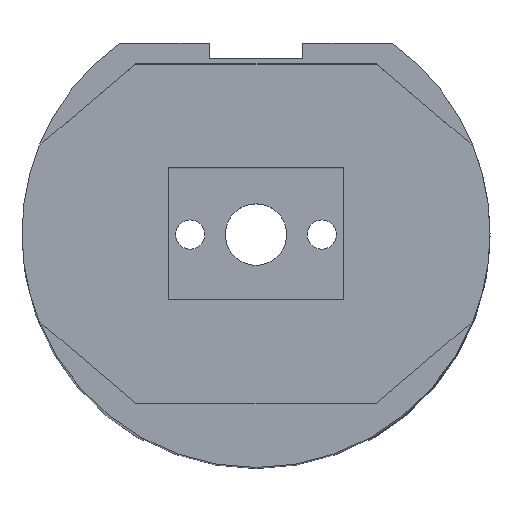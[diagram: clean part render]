
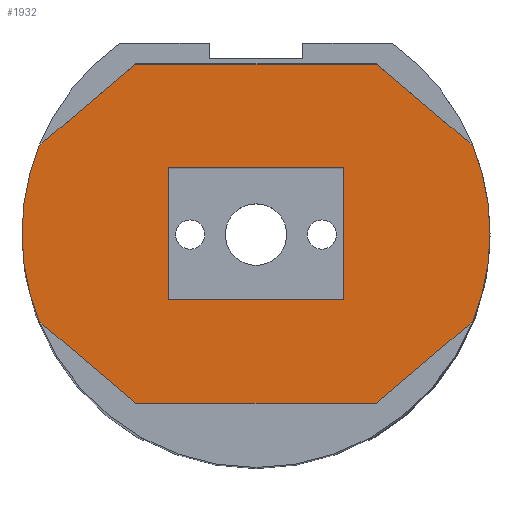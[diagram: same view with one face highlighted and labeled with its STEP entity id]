
A CAD part, top view. The second image highlights one B-rep face of the part: STEP entity #1932.
In plain terms, the highlighted planar face has unit normal (0, 0, 1).
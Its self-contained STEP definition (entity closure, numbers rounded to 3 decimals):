
#34 = AXIS2_PLACEMENT_3D ( 'NONE', #1125, #2133, #3160 ) ;
#41 = LINE ( 'NONE', #1972, #3046 ) ;
#52 = CARTESIAN_POINT ( 'NONE',  ( 9.131, -10.821, 97. ) ) ;
#53 = ORIENTED_EDGE ( 'NONE', *, *, #709, .T. ) ;
#61 = VERTEX_POINT ( 'NONE', #611 ) ;
#116 = EDGE_CURVE ( 'NONE', #849, #1836, #495, .T. ) ;
#127 = VERTEX_POINT ( 'NONE', #1250 ) ;
#143 = DIRECTION ( 'NONE',  ( 1., 0., 0. ) ) ;
#172 = EDGE_CURVE ( 'NONE', #2064, #1778, #3214, .T. ) ;
#184 = CIRCLE ( 'NONE', #1807, 16. ) ;
#229 = CARTESIAN_POINT ( 'NONE',  ( -9.131, 10.821, 97. ) ) ;
#238 = CARTESIAN_POINT ( 'NONE',  ( -16., 0., 97. ) ) ;
#254 = DIRECTION ( 'NONE',  ( 0., 0., 1. ) ) ;
#291 = LINE ( 'NONE', #3120, #2615 ) ;
#297 = PLANE ( 'NONE',  #2995 ) ;
#346 = EDGE_LOOP ( 'NONE', ( #1174, #615, #2606, #1308 ) ) ;
#416 = EDGE_CURVE ( 'NONE', #2523, #915, #1030, .T. ) ;
#426 = CARTESIAN_POINT ( 'NONE',  ( -6., -4.5, 97. ) ) ;
#451 = CARTESIAN_POINT ( 'NONE',  ( -9.085, 0., 97. ) ) ;
#456 = LINE ( 'NONE', #1485, #1261 ) ;
#481 = LINE ( 'NONE', #229, #2812 ) ;
#495 = CIRCLE ( 'NONE', #34, 16. ) ;
#532 = CARTESIAN_POINT ( 'NONE',  ( 14.438, 6.344, 97. ) ) ;
#555 = CARTESIAN_POINT ( 'NONE',  ( 9.085, 0., 97. ) ) ;
#560 = CARTESIAN_POINT ( 'NONE',  ( 6., -4.5, 97. ) ) ;
#611 = CARTESIAN_POINT ( 'NONE',  ( 6., 4.5, 97. ) ) ;
#615 = ORIENTED_EDGE ( 'NONE', *, *, #2357, .F. ) ;
#659 = DIRECTION ( 'NONE',  ( 1., 0., 0. ) ) ;
#665 = EDGE_CURVE ( 'NONE', #2883, #2360, #481, .T. ) ;
#709 = EDGE_CURVE ( 'NONE', #127, #1410, #891, .T. ) ;
#731 = CARTESIAN_POINT ( 'NONE',  ( -9.085, 0., 97. ) ) ;
#797 = DIRECTION ( 'NONE',  ( 1., 0., 0. ) ) ;
#808 = CARTESIAN_POINT ( 'NONE',  ( -9.131, -10.821, 97. ) ) ;
#809 = VERTEX_POINT ( 'NONE', #532 ) ;
#811 = VERTEX_POINT ( 'NONE', #2319 ) ;
#819 = DIRECTION ( 'NONE',  ( 0., 1., 0. ) ) ;
#838 = CARTESIAN_POINT ( 'NONE',  ( 0., 11.59, 97. ) ) ;
#849 = VERTEX_POINT ( 'NONE', #2609 ) ;
#874 = CARTESIAN_POINT ( 'NONE',  ( 9.085, 0., 97. ) ) ;
#891 = CIRCLE ( 'NONE', #1006, 8.3 ) ;
#915 = VERTEX_POINT ( 'NONE', #1615 ) ;
#921 = AXIS2_PLACEMENT_3D ( 'NONE', #2756, #2988, #1218 ) ;
#937 = VECTOR ( 'NONE', #2050, 1000. ) ;
#943 = ORIENTED_EDGE ( 'NONE', *, *, #2428, .T. ) ;
#946 = DIRECTION ( 'NONE',  ( 1., 0., 0. ) ) ;
#1006 = AXIS2_PLACEMENT_3D ( 'NONE', #555, #1773, #797 ) ;
#1029 = CARTESIAN_POINT ( 'NONE',  ( 14.84, 5.981, 97. ) ) ;
#1030 = CIRCLE ( 'NONE', #1556, 8.3 ) ;
#1036 = ORIENTED_EDGE ( 'NONE', *, *, #3228, .T. ) ;
#1101 = AXIS2_PLACEMENT_3D ( 'NONE', #874, #2400, #143 ) ;
#1125 = CARTESIAN_POINT ( 'NONE',  ( 0., 0., 97. ) ) ;
#1145 = CIRCLE ( 'NONE', #1357, 8.3 ) ;
#1151 = CARTESIAN_POINT ( 'NONE',  ( -8.22, 11.59, 97. ) ) ;
#1158 = ORIENTED_EDGE ( 'NONE', *, *, #1755, .T. ) ;
#1174 = ORIENTED_EDGE ( 'NONE', *, *, #3119, .F. ) ;
#1196 = LINE ( 'NONE', #1694, #2130 ) ;
#1218 = DIRECTION ( 'NONE',  ( 1., 0., 0. ) ) ;
#1250 = CARTESIAN_POINT ( 'NONE',  ( 14.438, -6.344, 97. ) ) ;
#1261 = VECTOR ( 'NONE', #1473, 1000. ) ;
#1266 = ORIENTED_EDGE ( 'NONE', *, *, #1600, .T. ) ;
#1302 = EDGE_CURVE ( 'NONE', #2360, #2064, #1145, .T. ) ;
#1308 = ORIENTED_EDGE ( 'NONE', *, *, #2280, .F. ) ;
#1309 = DIRECTION ( 'NONE',  ( 1., 0., 0. ) ) ;
#1357 = AXIS2_PLACEMENT_3D ( 'NONE', #731, #1508, #946 ) ;
#1391 = CARTESIAN_POINT ( 'NONE',  ( 8.22, -11.59, 97. ) ) ;
#1410 = VERTEX_POINT ( 'NONE', #2016 ) ;
#1445 = DIRECTION ( 'NONE',  ( 0., -1., 0. ) ) ;
#1460 = EDGE_CURVE ( 'NONE', #1744, #1521, #1562, .T. ) ;
#1473 = DIRECTION ( 'NONE',  ( -0.764, 0.645, 0. ) ) ;
#1485 = CARTESIAN_POINT ( 'NONE',  ( 9.131, 10.821, 97. ) ) ;
#1497 = EDGE_CURVE ( 'NONE', #1410, #849, #2529, .T. ) ;
#1508 = DIRECTION ( 'NONE',  ( 0., 0., 1. ) ) ;
#1519 = AXIS2_PLACEMENT_3D ( 'NONE', #2170, #3144, #659 ) ;
#1521 = VERTEX_POINT ( 'NONE', #1391 ) ;
#1524 = ORIENTED_EDGE ( 'NONE', *, *, #416, .T. ) ;
#1529 = ORIENTED_EDGE ( 'NONE', *, *, #1460, .T. ) ;
#1554 = FACE_OUTER_BOUND ( 'NONE', #1999, .T. ) ;
#1556 = AXIS2_PLACEMENT_3D ( 'NONE', #451, #2194, #3218 ) ;
#1562 = LINE ( 'NONE', #2553, #937 ) ;
#1600 = EDGE_CURVE ( 'NONE', #1836, #809, #2689, .T. ) ;
#1615 = CARTESIAN_POINT ( 'NONE',  ( -14.438, -6.344, 97. ) ) ;
#1624 = DIRECTION ( 'NONE',  ( 0.764, -0.645, 0. ) ) ;
#1648 = CARTESIAN_POINT ( 'NONE',  ( 0., 0., 97. ) ) ;
#1694 = CARTESIAN_POINT ( 'NONE',  ( -6., 4.5, 97. ) ) ;
#1744 = VERTEX_POINT ( 'NONE', #2434 ) ;
#1755 = EDGE_CURVE ( 'NONE', #809, #811, #456, .T. ) ;
#1765 = ORIENTED_EDGE ( 'NONE', *, *, #1935, .T. ) ;
#1773 = DIRECTION ( 'NONE',  ( 0., 0., 1. ) ) ;
#1778 = VERTEX_POINT ( 'NONE', #238 ) ;
#1804 = VECTOR ( 'NONE', #3073, 1000. ) ;
#1807 = AXIS2_PLACEMENT_3D ( 'NONE', #1648, #1922, #2955 ) ;
#1833 = VERTEX_POINT ( 'NONE', #560 ) ;
#1836 = VERTEX_POINT ( 'NONE', #1029 ) ;
#1907 = ORIENTED_EDGE ( 'NONE', *, *, #2826, .T. ) ;
#1911 = ORIENTED_EDGE ( 'NONE', *, *, #1497, .T. ) ;
#1922 = DIRECTION ( 'NONE',  ( 0., 0., 1. ) ) ;
#1932 = ADVANCED_FACE ( 'NONE', ( #1554, #2565 ), #297, .T. ) ;
#1935 = EDGE_CURVE ( 'NONE', #1521, #127, #2309, .T. ) ;
#1967 = VECTOR ( 'NONE', #1624, 1000. ) ;
#1972 = CARTESIAN_POINT ( 'NONE',  ( -6., -4.5, 97. ) ) ;
#1999 = EDGE_LOOP ( 'NONE', ( #1524, #943, #1529, #1765, #53, #1911, #3180, #1266, #1158, #1036, #3074, #2540, #2510, #1907 ) ) ;
#2016 = CARTESIAN_POINT ( 'NONE',  ( 14.84, -5.981, 97. ) ) ;
#2050 = DIRECTION ( 'NONE',  ( 1., 0., 0. ) ) ;
#2053 = LINE ( 'NONE', #838, #2401 ) ;
#2064 = VERTEX_POINT ( 'NONE', #3052 ) ;
#2096 = DIRECTION ( 'NONE',  ( 0.764, 0.645, 0. ) ) ;
#2100 = CARTESIAN_POINT ( 'NONE',  ( -14.84, -5.981, 97. ) ) ;
#2130 = VECTOR ( 'NONE', #2981, 1000. ) ;
#2133 = DIRECTION ( 'NONE',  ( 0., 0., 1. ) ) ;
#2170 = CARTESIAN_POINT ( 'NONE',  ( 0., 0., 97. ) ) ;
#2194 = DIRECTION ( 'NONE',  ( 0., 0., 1. ) ) ;
#2225 = CARTESIAN_POINT ( 'NONE',  ( -6., 4.5, 97. ) ) ;
#2242 = DIRECTION ( 'NONE',  ( -0.764, -0.645, 0. ) ) ;
#2280 = EDGE_CURVE ( 'NONE', #61, #3008, #1196, .T. ) ;
#2309 = LINE ( 'NONE', #52, #3154 ) ;
#2319 = CARTESIAN_POINT ( 'NONE',  ( 8.22, 11.59, 97. ) ) ;
#2342 = EDGE_CURVE ( 'NONE', #3008, #2688, #41, .T. ) ;
#2357 = EDGE_CURVE ( 'NONE', #2688, #1833, #2710, .T. ) ;
#2360 = VERTEX_POINT ( 'NONE', #2750 ) ;
#2400 = DIRECTION ( 'NONE',  ( 0., 0., 1. ) ) ;
#2401 = VECTOR ( 'NONE', #2836, 1000. ) ;
#2428 = EDGE_CURVE ( 'NONE', #915, #1744, #3090, .T. ) ;
#2434 = CARTESIAN_POINT ( 'NONE',  ( -8.22, -11.59, 97. ) ) ;
#2510 = ORIENTED_EDGE ( 'NONE', *, *, #172, .T. ) ;
#2523 = VERTEX_POINT ( 'NONE', #2100 ) ;
#2529 = CIRCLE ( 'NONE', #1519, 16. ) ;
#2536 = CARTESIAN_POINT ( 'NONE',  ( 0., 0., 97. ) ) ;
#2540 = ORIENTED_EDGE ( 'NONE', *, *, #1302, .T. ) ;
#2553 = CARTESIAN_POINT ( 'NONE',  ( 0., -11.59, 97. ) ) ;
#2565 = FACE_BOUND ( 'NONE', #346, .T. ) ;
#2606 = ORIENTED_EDGE ( 'NONE', *, *, #2342, .F. ) ;
#2609 = CARTESIAN_POINT ( 'NONE',  ( 16., 0., 97. ) ) ;
#2615 = VECTOR ( 'NONE', #819, 1000. ) ;
#2688 = VERTEX_POINT ( 'NONE', #3024 ) ;
#2689 = CIRCLE ( 'NONE', #1101, 8.3 ) ;
#2710 = LINE ( 'NONE', #426, #1804 ) ;
#2750 = CARTESIAN_POINT ( 'NONE',  ( -14.438, 6.344, 97. ) ) ;
#2756 = CARTESIAN_POINT ( 'NONE',  ( 0., 0., 97. ) ) ;
#2812 = VECTOR ( 'NONE', #2242, 1000. ) ;
#2826 = EDGE_CURVE ( 'NONE', #1778, #2523, #184, .T. ) ;
#2836 = DIRECTION ( 'NONE',  ( -1., 0., 0. ) ) ;
#2883 = VERTEX_POINT ( 'NONE', #1151 ) ;
#2955 = DIRECTION ( 'NONE',  ( 1., 0., 0. ) ) ;
#2981 = DIRECTION ( 'NONE',  ( -1., 0., 0. ) ) ;
#2988 = DIRECTION ( 'NONE',  ( 0., 0., 1. ) ) ;
#2995 = AXIS2_PLACEMENT_3D ( 'NONE', #2536, #254, #1309 ) ;
#3008 = VERTEX_POINT ( 'NONE', #2225 ) ;
#3024 = CARTESIAN_POINT ( 'NONE',  ( -6., -4.5, 97. ) ) ;
#3046 = VECTOR ( 'NONE', #1445, 1000. ) ;
#3052 = CARTESIAN_POINT ( 'NONE',  ( -14.84, 5.981, 97. ) ) ;
#3073 = DIRECTION ( 'NONE',  ( 1., 0., 0. ) ) ;
#3074 = ORIENTED_EDGE ( 'NONE', *, *, #665, .T. ) ;
#3090 = LINE ( 'NONE', #808, #1967 ) ;
#3119 = EDGE_CURVE ( 'NONE', #1833, #61, #291, .T. ) ;
#3120 = CARTESIAN_POINT ( 'NONE',  ( 6., -4.5, 97. ) ) ;
#3144 = DIRECTION ( 'NONE',  ( 0., 0., 1. ) ) ;
#3154 = VECTOR ( 'NONE', #2096, 1000. ) ;
#3160 = DIRECTION ( 'NONE',  ( 1., 0., 0. ) ) ;
#3180 = ORIENTED_EDGE ( 'NONE', *, *, #116, .T. ) ;
#3214 = CIRCLE ( 'NONE', #921, 16. ) ;
#3218 = DIRECTION ( 'NONE',  ( 1., 0., 0. ) ) ;
#3228 = EDGE_CURVE ( 'NONE', #811, #2883, #2053, .T. ) ;
